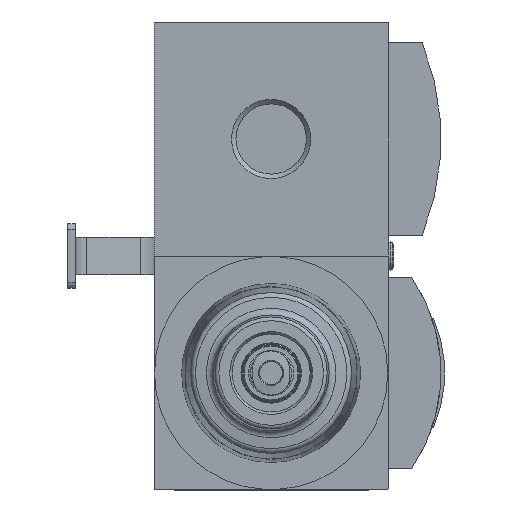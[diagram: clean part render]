
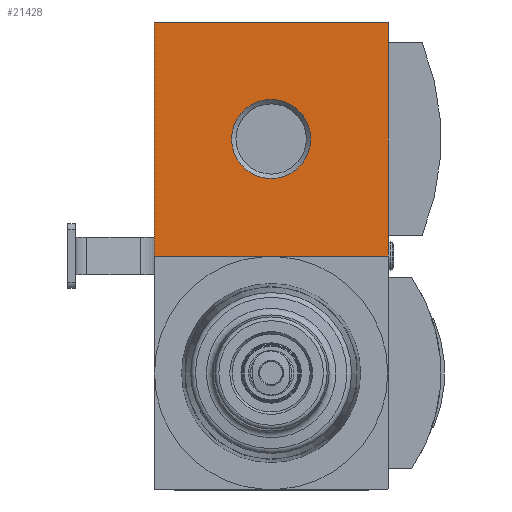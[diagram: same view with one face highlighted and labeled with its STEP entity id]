
A CAD part, front view. The second image highlights one B-rep face of the part: STEP entity #21428.
In plain terms, the highlighted planar face has unit normal (0, -1, 0).
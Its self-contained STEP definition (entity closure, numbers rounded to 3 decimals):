
#293=PLANE('',#22459);
#1010=LINE('',#29553,#2487);
#1018=LINE('',#29568,#2495);
#1034=LINE('',#29598,#2511);
#1074=LINE('',#29689,#2551);
#2487=VECTOR('',#24451,1000.);
#2495=VECTOR('',#24461,1000.);
#2511=VECTOR('',#24479,1000.);
#2551=VECTOR('',#24557,1000.);
#3768=CIRCLE('',#22460,10.478);
#4955=ORIENTED_EDGE('',*,*,#9501,.F.);
#4956=ORIENTED_EDGE('',*,*,#9417,.F.);
#4957=ORIENTED_EDGE('',*,*,#9409,.F.);
#4958=ORIENTED_EDGE('',*,*,#9433,.F.);
#4959=ORIENTED_EDGE('',*,*,#9482,.F.);
#9409=EDGE_CURVE('',#11708,#11709,#1010,.T.);
#9417=EDGE_CURVE('',#11709,#11715,#1018,.T.);
#9433=EDGE_CURVE('',#11727,#11708,#1034,.T.);
#9482=EDGE_CURVE('',#11715,#11727,#1074,.T.);
#9501=EDGE_CURVE('',#11769,#11769,#3768,.T.);
#11708=VERTEX_POINT('',#29552);
#11709=VERTEX_POINT('',#29554);
#11715=VERTEX_POINT('',#29569);
#11727=VERTEX_POINT('',#29597);
#11769=VERTEX_POINT('',#29728);
#13327=EDGE_LOOP('',(#4955));
#13328=EDGE_LOOP('',(#4956,#4957,#4958,#4959));
#14424=FACE_BOUND('',#13327,.T.);
#14425=FACE_BOUND('',#13328,.T.);
#21428=ADVANCED_FACE('',(#14424,#14425),#293,.F.);
#22459=AXIS2_PLACEMENT_3D('',#29726,#24599,#24600);
#22460=AXIS2_PLACEMENT_3D('',#29727,#24601,#24602);
#24451=DIRECTION('',(-1.,0.,0.));
#24461=DIRECTION('',(0.,0.,1.));
#24479=DIRECTION('',(0.,0.,-1.));
#24557=DIRECTION('',(1.,0.,0.));
#24599=DIRECTION('',(0.,1.,0.));
#24600=DIRECTION('',(0.,0.,1.));
#24601=DIRECTION('',(0.,-1.,0.));
#24602=DIRECTION('',(0.,0.,-1.));
#29552=CARTESIAN_POINT('',(31.,-45.,-31.));
#29553=CARTESIAN_POINT('',(31.,-45.,-31.));
#29554=CARTESIAN_POINT('',(-31.,-45.,-31.));
#29568=CARTESIAN_POINT('',(-31.,-45.,-31.));
#29569=CARTESIAN_POINT('',(-31.,-45.,31.));
#29597=CARTESIAN_POINT('',(31.,-45.,31.));
#29598=CARTESIAN_POINT('',(31.,-45.,31.));
#29689=CARTESIAN_POINT('',(-31.,-45.,31.));
#29726=CARTESIAN_POINT('',(0.,-45.,0.));
#29727=CARTESIAN_POINT('',(0.,-45.,0.));
#29728=CARTESIAN_POINT('',(0.,-45.,-10.478));
